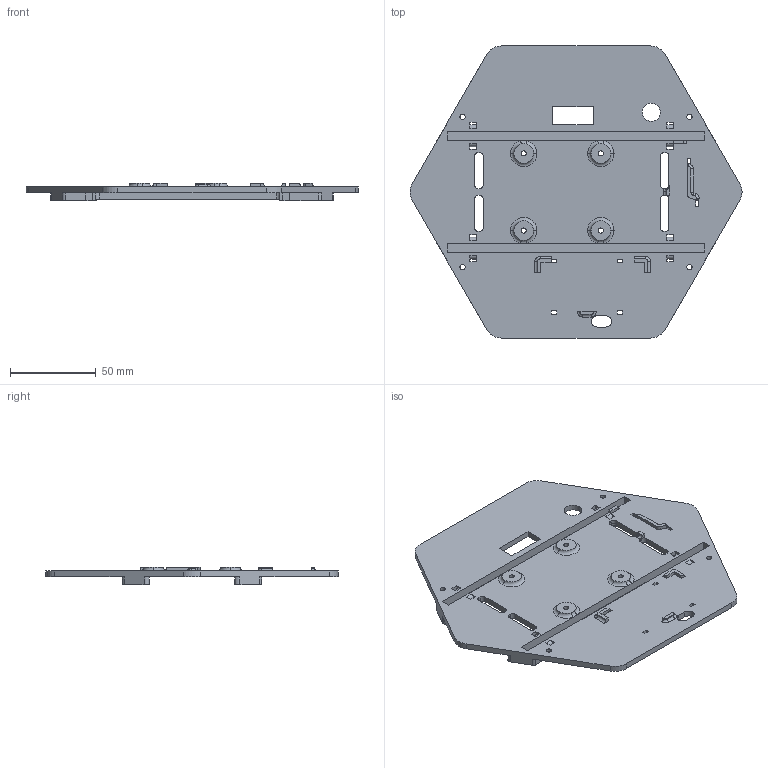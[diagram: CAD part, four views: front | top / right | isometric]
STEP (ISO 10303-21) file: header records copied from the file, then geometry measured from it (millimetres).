
FILE_DESCRIPTION (( 'STEP AP214' ), '1' );
FILE_NAME ('hex_stack_c.STEP', '2023-07-17T12:02:03', ( '' ), ( '' ), 'SwSTEP 2.0', 'SolidWorks 2022', '' );
FILE_SCHEMA (( 'AUTOMOTIVE_DESIGN' ));
Length unit declared in the file: millimetre
Products named in the file (1): hex_stack_c
Bounding box: 193.72 x 170.45 x 10 mm (x, y, z)
Volume: 70773 mm3; surface area: 63357 mm2
Topology: 1 solids, 1 shells, 695 faces, 1903 edges, 1246 vertices
Faces by surface type: plane 362, cylinder 304, torus 21, bspline 8
Entity records: 22531 total; most frequent: CARTESIAN_POINT 4201, DIRECTION 3905, ORIENTED_EDGE 3804, EDGE_CURVE 1902, AXIS2_PLACEMENT_3D 1334, VERTEX_POINT 1246, LINE 1237, VECTOR 1237
